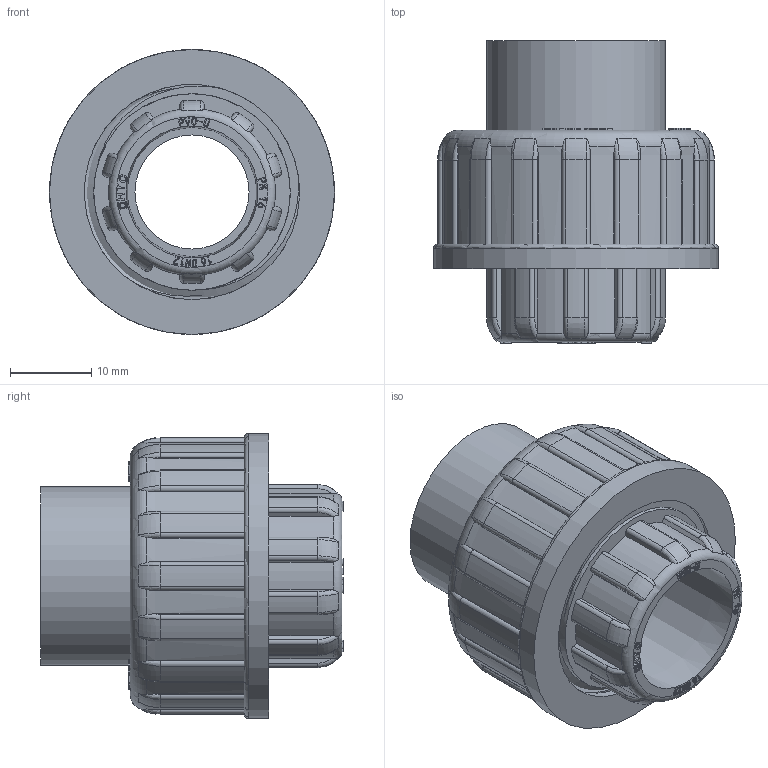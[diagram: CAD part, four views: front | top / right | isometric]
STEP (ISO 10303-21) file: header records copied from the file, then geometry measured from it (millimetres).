
FILE_DESCRIPTION(/* description */ (''),/* implementation_level */ '2;1');
FILE_NAME(/* name */ '16V型活接.stp',/* time_stamp */ '2025-07-03T15:30:48+08:00',/* author */ (''),/* organization */ (''),/* preprocessor_version */ 'ST-DEVELOPER v16.7',/* originating_system */ 'SIEMENS PLM Software NX 12.0',/* authorisation */ '');
FILE_SCHEMA (('AUTOMOTIVE_DESIGN { 1 0 10303 214 3 1 1 1 }'));
Products named in the file (1): Admi0DA0E6ABsr8d
Bounding box: 35 x 37.17 x 35 mm (x, y, z)
Volume: 15054.5 mm3; surface area: 11707.8 mm2
Topology: 4 solids, 4 shells, 1669 faces, 4718 edges, 3109 vertices
Faces by surface type: plane 1419, cylinder 141, bspline 56, torus 33, extrusion 18, cone 2
Full cylindrical faces by diameter (mm): 0.593 x1, 0.79 x1, 1 x1, 1.5 x1, 14 x2, 16.2 x2, 21 x2, 22 x1, 22.5 x1, 23.8 x1, 24 x1, 24.117 x5, 26.441 x6, 35 x1
Entity records: 63250 total; most frequent: CARTESIAN_POINT 25891, ORIENTED_EDGE 9298, DIRECTION 5386, EDGE_CURVE 4649, VERTEX_POINT 3077, B_SPLINE_CURVE_WITH_KNOTS 2811, AXIS2_PLACEMENT_3D 1926, EDGE_LOOP 1746
